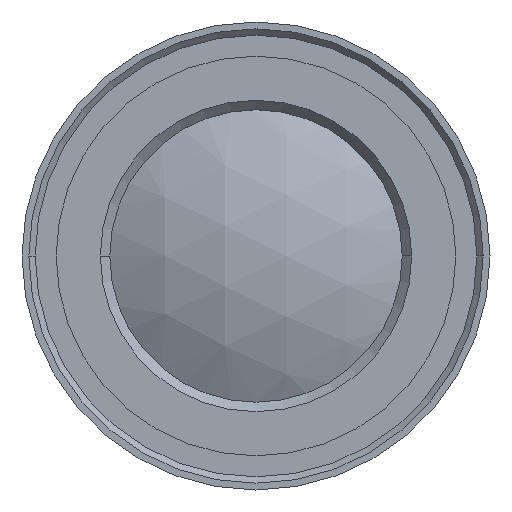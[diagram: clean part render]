
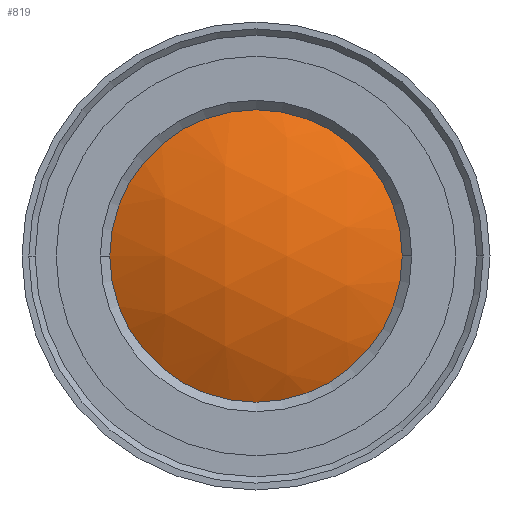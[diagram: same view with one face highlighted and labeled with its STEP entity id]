
A CAD part, front view. The second image highlights one B-rep face of the part: STEP entity #819.
In plain terms, the highlighted spherical face has radius 28.123 mm.
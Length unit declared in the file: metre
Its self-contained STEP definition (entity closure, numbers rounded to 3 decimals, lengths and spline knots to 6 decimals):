
#819=ADVANCED_FACE('0:5195',(#2723),#2724,.T.);
#2723=FACE_OUTER_BOUND('',#5148,.T.);
#2724=SPHERICAL_SURFACE('',#5149,0.028123);
#5148=EDGE_LOOP('',(#11295,#11296,#11297));
#5149=AXIS2_PLACEMENT_3D('',#11298,#11299,#11300);
#11295=ORIENTED_EDGE('',*,*,#16454,.T.);
#11296=ORIENTED_EDGE('',*,*,#16663,.T.);
#11297=ORIENTED_EDGE('',*,*,#16455,.T.);
#11298=CARTESIAN_POINT('',(0.,-0.035306,0.));
#11299=DIRECTION('',(1.0,0.,0.0));
#11300=DIRECTION('',(0.0,0.0,-1.0));
#16454=EDGE_CURVE('0:6869',#19959,#19956,#19960,.T.);
#16455=EDGE_CURVE('0:6869',#19961,#19959,#19962,.T.);
#16663=EDGE_CURVE('0:6869',#19956,#19961,#20297,.T.);
#19956=VERTEX_POINT('',#24739);
#19959=VERTEX_POINT('NONE',#24743);
#19960=CIRCLE('',#24744,0.01395);
#19961=VERTEX_POINT('',#24745);
#19962=CIRCLE('',#24746,0.01395);
#20297=CIRCLE('',#25277,0.01395);
#24739=CARTESIAN_POINT('',(-0.01395,-0.059725,0.));
#24743=CARTESIAN_POINT('',(0.,-0.059725,0.01395));
#24744=AXIS2_PLACEMENT_3D('',#30534,#30535,#30536);
#24745=CARTESIAN_POINT('',(0.01395,-0.059725,0.));
#24746=AXIS2_PLACEMENT_3D('',#30537,#30538,#30539);
#25277=AXIS2_PLACEMENT_3D('',#30991,#30992,#30993);
#30534=CARTESIAN_POINT('',(0.,-0.059725,0.));
#30535=DIRECTION('',(0.0,-1.0,0.0));
#30536=DIRECTION('',(1.0,0.0,0.0));
#30537=CARTESIAN_POINT('',(0.,-0.059725,0.));
#30538=DIRECTION('',(0.0,-1.0,0.0));
#30539=DIRECTION('',(1.0,0.0,0.0));
#30991=CARTESIAN_POINT('',(0.,-0.059725,0.));
#30992=DIRECTION('',(0.0,-1.0,0.0));
#30993=DIRECTION('',(1.0,0.0,0.0));
